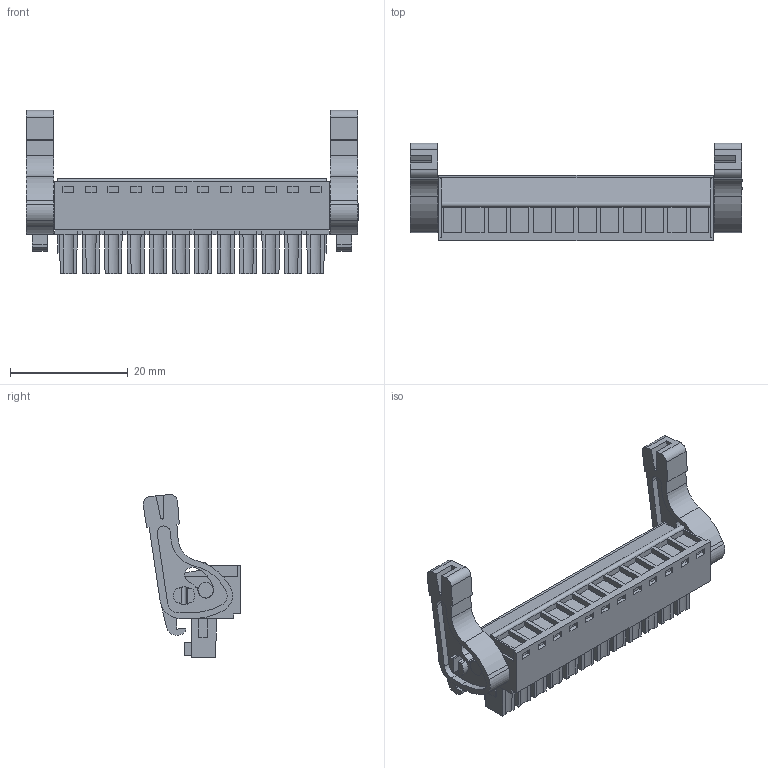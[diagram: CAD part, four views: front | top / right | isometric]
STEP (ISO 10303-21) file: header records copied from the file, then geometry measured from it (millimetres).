
FILE_DESCRIPTION(('CATIA V5 STEP','CAx-IF Rec.Pracs.--- Model Styling and Organization---1.2---2011-12-15'),'2;1');
FILE_NAME ('D1462207_0_2442410000_2442410000.stp','2017-07-31T14:44:23+00:00',('none'),('Weidmueller'),'CATIA Version 5-6 Release 2014','CATIA V5 STEP AP214','none');
FILE_SCHEMA(('AUTOMOTIVE_DESIGN { 1 0 10303 214 1 1 1 1 }'));
Length unit declared in the file: millimetre
Products named in the file (1): 2442410000
Bounding box: 56.31 x 16.55 x 27.68 mm (x, y, z)
Volume: 5898.7 mm3; surface area: 6061.8 mm2
Topology: 15 solids, 15 shells, 764 faces, 1984 edges, 1312 vertices
Faces by surface type: plane 587, cylinder 177
Entity records: 21127 total; most frequent: ORIENTED_EDGE 3960, CARTESIAN_POINT 3860, DIRECTION 2753, EDGE_CURVE 1980, VECTOR 1532, LINE 1532, VERTEX_POINT 1312, EDGE_LOOP 840
